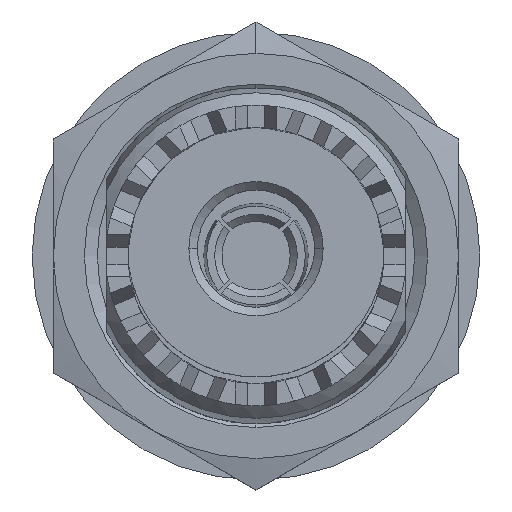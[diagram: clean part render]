
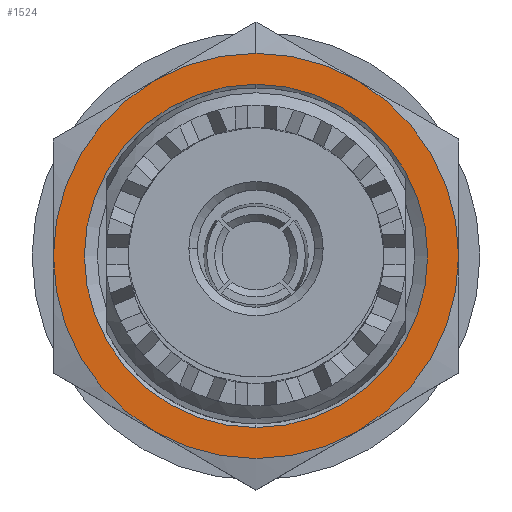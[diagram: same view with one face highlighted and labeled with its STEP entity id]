
A CAD part, top view. The second image highlights one B-rep face of the part: STEP entity #1524.
In plain terms, the highlighted planar face has unit normal (0, 0, 1).
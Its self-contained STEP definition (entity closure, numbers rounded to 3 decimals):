
#166 = DIRECTION ( 'NONE',  ( 0., 1., 0. ) ) ;
#183 = DIRECTION ( 'NONE',  ( -1., 0., 0. ) ) ;
#692 = DIRECTION ( 'NONE',  ( 0., 0., -1. ) ) ;
#842 = CARTESIAN_POINT ( 'NONE',  ( 0., -8.05, -11.05 ) ) ;
#922 = AXIS2_PLACEMENT_3D ( 'NONE', #10122, #4579, #11061 ) ;
#1045 = CARTESIAN_POINT ( 'NONE',  ( 0., 0., -11.05 ) ) ;
#1077 = CIRCLE ( 'NONE', #9012, 9.5 ) ;
#1200 = DIRECTION ( 'NONE',  ( 0., 0., -1. ) ) ;
#1208 = VERTEX_POINT ( 'NONE', #4224 ) ;
#1284 = EDGE_CURVE ( 'NONE', #11834, #8225, #2520, .T. ) ;
#1524 = ADVANCED_FACE ( 'NONE', ( #2087, #9159 ), #7621, .F. ) ;
#1658 = CIRCLE ( 'NONE', #9746, 9.5 ) ;
#1662 = EDGE_CURVE ( 'NONE', #10984, #4459, #6715, .T. ) ;
#1849 = DIRECTION ( 'NONE',  ( 0., 0., 1. ) ) ;
#1888 = AXIS2_PLACEMENT_3D ( 'NONE', #11200, #5652, #166 ) ;
#1964 = DIRECTION ( 'NONE',  ( -1., 0., 0. ) ) ;
#2087 = FACE_BOUND ( 'NONE', #3075, .T. ) ;
#2201 = EDGE_CURVE ( 'NONE', #8810, #11062, #3597, .T. ) ;
#2494 = ORIENTED_EDGE ( 'NONE', *, *, #4575, .T. ) ;
#2520 = CIRCLE ( 'NONE', #8894, 8.05 ) ;
#2900 = CIRCLE ( 'NONE', #1888, 8.05 ) ;
#2951 = EDGE_CURVE ( 'NONE', #1208, #10984, #6926, .T. ) ;
#3020 = CARTESIAN_POINT ( 'NONE',  ( 0., 8.05, -11.05 ) ) ;
#3075 = EDGE_LOOP ( 'NONE', ( #10914, #2494 ) ) ;
#3163 = DIRECTION ( 'NONE',  ( 0., 0., 1. ) ) ;
#3286 = AXIS2_PLACEMENT_3D ( 'NONE', #6725, #1200, #7667 ) ;
#3551 = CARTESIAN_POINT ( 'NONE',  ( -9.5, 0., -11.05 ) ) ;
#3597 = CIRCLE ( 'NONE', #922, 9.5 ) ;
#3979 = EDGE_CURVE ( 'NONE', #10751, #1208, #1077, .T. ) ;
#4181 = ORIENTED_EDGE ( 'NONE', *, *, #10718, .T. ) ;
#4224 = CARTESIAN_POINT ( 'NONE',  ( 0., 9.5, -11.05 ) ) ;
#4232 = DIRECTION ( 'NONE',  ( 0., 0., -1. ) ) ;
#4456 = DIRECTION ( 'NONE',  ( 0., 0., 1. ) ) ;
#4459 = VERTEX_POINT ( 'NONE', #3551 ) ;
#4541 = CIRCLE ( 'NONE', #7354, 9.5 ) ;
#4575 = EDGE_CURVE ( 'NONE', #8225, #11834, #2900, .T. ) ;
#4579 = DIRECTION ( 'NONE',  ( 0., 0., 1. ) ) ;
#4783 = CARTESIAN_POINT ( 'NONE',  ( -4.75, -8.227, -11.05 ) ) ;
#4925 = AXIS2_PLACEMENT_3D ( 'NONE', #7412, #1849, #8340 ) ;
#5508 = CIRCLE ( 'NONE', #10994, 9.5 ) ;
#5652 = DIRECTION ( 'NONE',  ( 0., 0., -1. ) ) ;
#5666 = DIRECTION ( 'NONE',  ( 0., 0., 1. ) ) ;
#5738 = CARTESIAN_POINT ( 'NONE',  ( -4.75, 8.227, -11.05 ) ) ;
#6232 = CARTESIAN_POINT ( 'NONE',  ( 0., 0., -11.05 ) ) ;
#6685 = ORIENTED_EDGE ( 'NONE', *, *, #3979, .T. ) ;
#6715 = CIRCLE ( 'NONE', #4925, 9.5 ) ;
#6725 = CARTESIAN_POINT ( 'NONE',  ( 9.5, -16.454, -11.05 ) ) ;
#6926 = CIRCLE ( 'NONE', #9039, 9.5 ) ;
#7166 = DIRECTION ( 'NONE',  ( 0., 1., 0. ) ) ;
#7354 = AXIS2_PLACEMENT_3D ( 'NONE', #9781, #4232, #10708 ) ;
#7412 = CARTESIAN_POINT ( 'NONE',  ( 0., 0., -11.05 ) ) ;
#7521 = DIRECTION ( 'NONE',  ( 0., 0., 1. ) ) ;
#7560 = CARTESIAN_POINT ( 'NONE',  ( 4.75, 8.227, -11.05 ) ) ;
#7621 = PLANE ( 'NONE',  #3286 ) ;
#7667 = DIRECTION ( 'NONE',  ( -1., 0., 0. ) ) ;
#7673 = ORIENTED_EDGE ( 'NONE', *, *, #2951, .T. ) ;
#8122 = ORIENTED_EDGE ( 'NONE', *, *, #9465, .T. ) ;
#8225 = VERTEX_POINT ( 'NONE', #3020 ) ;
#8340 = DIRECTION ( 'NONE',  ( -1., 0., 0. ) ) ;
#8707 = CARTESIAN_POINT ( 'NONE',  ( 0., 0., -11.05 ) ) ;
#8778 = EDGE_CURVE ( 'NONE', #10751, #11062, #4541, .T. ) ;
#8810 = VERTEX_POINT ( 'NONE', #10668 ) ;
#8894 = AXIS2_PLACEMENT_3D ( 'NONE', #6232, #692, #7166 ) ;
#8995 = VERTEX_POINT ( 'NONE', #4783 ) ;
#9012 = AXIS2_PLACEMENT_3D ( 'NONE', #11217, #5666, #183 ) ;
#9039 = AXIS2_PLACEMENT_3D ( 'NONE', #10007, #4456, #10939 ) ;
#9159 = FACE_OUTER_BOUND ( 'NONE', #9168, .T. ) ;
#9168 = EDGE_LOOP ( 'NONE', ( #11310, #4181, #8122, #10869, #11230, #6685, #7673 ) ) ;
#9465 = EDGE_CURVE ( 'NONE', #8995, #8810, #1658, .T. ) ;
#9651 = DIRECTION ( 'NONE',  ( -1., 0., 0. ) ) ;
#9746 = AXIS2_PLACEMENT_3D ( 'NONE', #8707, #3163, #9651 ) ;
#9781 = CARTESIAN_POINT ( 'NONE',  ( 0., 0., -11.05 ) ) ;
#10007 = CARTESIAN_POINT ( 'NONE',  ( 0., 0., -11.05 ) ) ;
#10122 = CARTESIAN_POINT ( 'NONE',  ( 0., 0., -11.05 ) ) ;
#10668 = CARTESIAN_POINT ( 'NONE',  ( 4.75, -8.227, -11.05 ) ) ;
#10708 = DIRECTION ( 'NONE',  ( 0., 1., 0. ) ) ;
#10718 = EDGE_CURVE ( 'NONE', #4459, #8995, #5508, .T. ) ;
#10751 = VERTEX_POINT ( 'NONE', #7560 ) ;
#10869 = ORIENTED_EDGE ( 'NONE', *, *, #2201, .T. ) ;
#10914 = ORIENTED_EDGE ( 'NONE', *, *, #1284, .T. ) ;
#10939 = DIRECTION ( 'NONE',  ( -1., 0., 0. ) ) ;
#10984 = VERTEX_POINT ( 'NONE', #5738 ) ;
#10994 = AXIS2_PLACEMENT_3D ( 'NONE', #1045, #7521, #1964 ) ;
#11061 = DIRECTION ( 'NONE',  ( -1., 0., 0. ) ) ;
#11062 = VERTEX_POINT ( 'NONE', #11444 ) ;
#11200 = CARTESIAN_POINT ( 'NONE',  ( 0., 0., -11.05 ) ) ;
#11217 = CARTESIAN_POINT ( 'NONE',  ( 0., 0., -11.05 ) ) ;
#11230 = ORIENTED_EDGE ( 'NONE', *, *, #8778, .F. ) ;
#11310 = ORIENTED_EDGE ( 'NONE', *, *, #1662, .T. ) ;
#11444 = CARTESIAN_POINT ( 'NONE',  ( 9.5, 0., -11.05 ) ) ;
#11834 = VERTEX_POINT ( 'NONE', #842 ) ;
